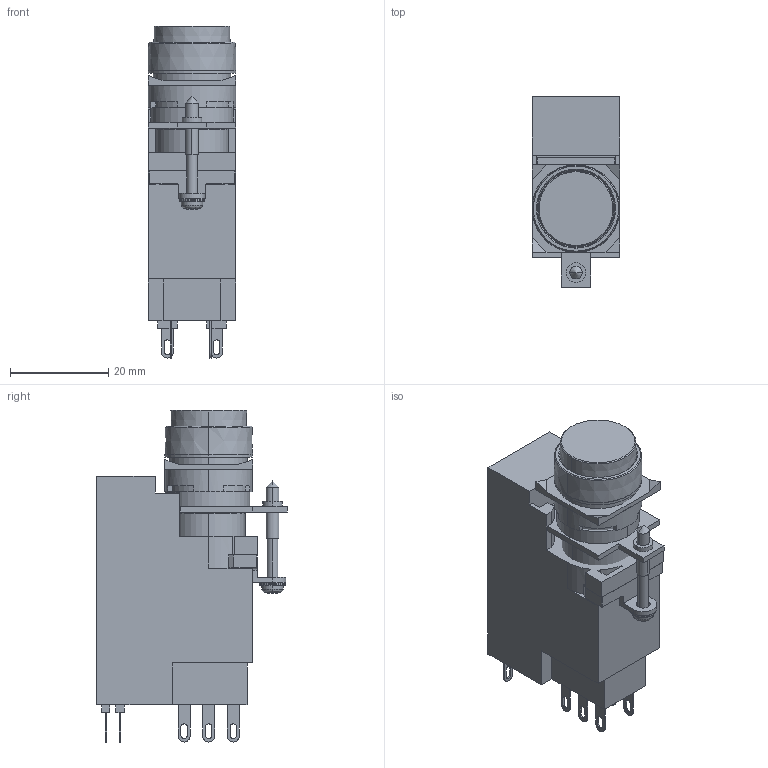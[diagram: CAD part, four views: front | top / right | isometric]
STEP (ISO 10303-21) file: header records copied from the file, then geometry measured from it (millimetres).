
FILE_DESCRIPTION (( 'STEP AP214' ), '1' );
FILE_NAME ('10_AL6M-P2#(P)$.STEP', '2021-03-26T06:12:19', ( 'IDEC' ), ( 'IDEC' ), 'SwSTEP 2.0', 'SolidWorks 2019', '' );
FILE_SCHEMA (( 'AUTOMOTIVE_DESIGN' ));
Length unit declared in the file: millimetre
Products named in the file (5): A6-Operator-Round; 10_AL6M-P2#(P)$; 16-NUT-SET; A6-P-Body; AL6-AC-Adapter
Assembly tree (4 placements, depth 2):
  10_AL6M-P2#(P)$
    A6-P-Body
    A6-Operator-Round
    16-NUT-SET
    AL6-AC-Adapter
Bounding box: 17.9 x 38.8 x 67.6 mm (x, y, z)
Volume: 28230.5 mm3; surface area: 10649.9 mm2
Topology: 4 solids, 4 shells, 349 faces, 947 edges, 619 vertices
Faces by surface type: plane 225, cylinder 90, cone 22, bspline 12
Entity records: 11445 total; most frequent: CARTESIAN_POINT 2328, ORIENTED_EDGE 1890, DIRECTION 1825, EDGE_CURVE 945, VECTOR 641, LINE 641, VERTEX_POINT 619, AXIS2_PLACEMENT_3D 592
